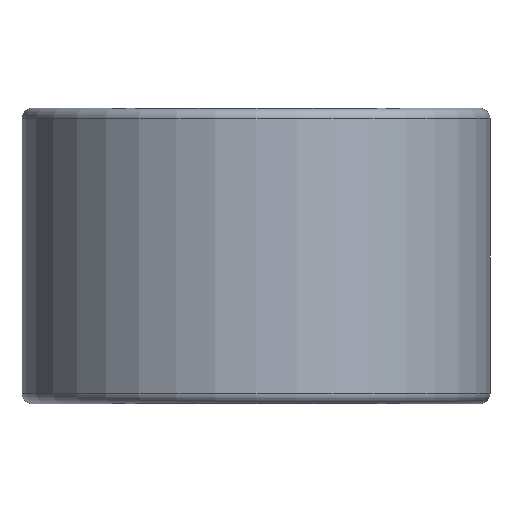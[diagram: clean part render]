
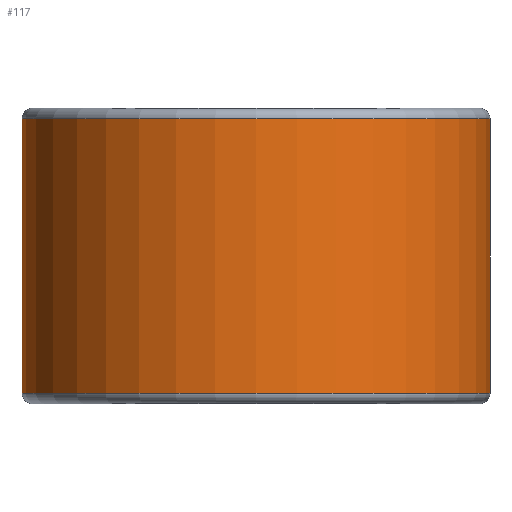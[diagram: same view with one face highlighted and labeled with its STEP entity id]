
A CAD part, front view. The second image highlights one B-rep face of the part: STEP entity #117.
In plain terms, the highlighted cylindrical face has radius 16.269 mm (diameter 32.537 mm), a partial arc.
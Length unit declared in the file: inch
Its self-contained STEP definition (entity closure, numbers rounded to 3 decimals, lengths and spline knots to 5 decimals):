
#87 = CARTESIAN_POINT ( 'NONE',  ( -0.078, -1.625, 0.375 ) ) ;
#117 = ADVANCED_FACE ( 'NONE', ( #2058 ), #2283, .T. ) ;
#185 = VERTEX_POINT ( 'NONE', #684 ) ;
#242 = DIRECTION ( 'NONE',  ( 1., 0., 0. ) ) ;
#402 = ORIENTED_EDGE ( 'NONE', *, *, #2594, .T. ) ;
#439 = CARTESIAN_POINT ( 'NONE',  ( 1.203, -1.625, 0.375 ) ) ;
#447 = DIRECTION ( 'NONE',  ( 0., 0., 1. ) ) ;
#467 = CARTESIAN_POINT ( 'NONE',  ( 0.5625, -1.625, 0.375 ) ) ;
#492 = VERTEX_POINT ( 'NONE', #439 ) ;
#519 = DIRECTION ( 'NONE',  ( 0., 0., -1. ) ) ;
#555 = EDGE_CURVE ( 'NONE', #2666, #185, #1997, .T. ) ;
#573 = CARTESIAN_POINT ( 'NONE',  ( -0.078, -1.625, 0.375 ) ) ;
#634 = CIRCLE ( 'NONE', #2571, 0.6405 ) ;
#684 = CARTESIAN_POINT ( 'NONE',  ( -0.078, -1.625, -0.375 ) ) ;
#685 = DIRECTION ( 'NONE',  ( 1., 0., 0. ) ) ;
#769 = CARTESIAN_POINT ( 'NONE',  ( 0.5625, -1.625, -0.375 ) ) ;
#891 = VECTOR ( 'NONE', #519, 39.37008 ) ;
#900 = ORIENTED_EDGE ( 'NONE', *, *, #2524, .F. ) ;
#986 = DIRECTION ( 'NONE',  ( 1., 0., 0. ) ) ;
#1031 = ORIENTED_EDGE ( 'NONE', *, *, #2319, .T. ) ;
#1104 = VECTOR ( 'NONE', #1446, 39.37008 ) ;
#1299 = CARTESIAN_POINT ( 'NONE',  ( 0.5625, -1.625, 0. ) ) ;
#1342 = CIRCLE ( 'NONE', #2181, 0.6405 ) ;
#1430 = EDGE_LOOP ( 'NONE', ( #402, #1031, #900, #2404 ) ) ;
#1446 = DIRECTION ( 'NONE',  ( 0., 0., 1. ) ) ;
#1654 = LINE ( 'NONE', #2646, #1104 ) ;
#1758 = CARTESIAN_POINT ( 'NONE',  ( 1.203, -1.625, -0.375 ) ) ;
#1871 = AXIS2_PLACEMENT_3D ( 'NONE', #1299, #447, #242 ) ;
#1947 = DIRECTION ( 'NONE',  ( 0., 0., 1. ) ) ;
#1997 = LINE ( 'NONE', #87, #891 ) ;
#2058 = FACE_OUTER_BOUND ( 'NONE', #1430, .T. ) ;
#2181 = AXIS2_PLACEMENT_3D ( 'NONE', #467, #1947, #685 ) ;
#2228 = DIRECTION ( 'NONE',  ( 0., 0., 1. ) ) ;
#2283 = CYLINDRICAL_SURFACE ( 'NONE', #1871, 0.6405 ) ;
#2319 = EDGE_CURVE ( 'NONE', #2325, #492, #1654, .T. ) ;
#2325 = VERTEX_POINT ( 'NONE', #1758 ) ;
#2404 = ORIENTED_EDGE ( 'NONE', *, *, #555, .T. ) ;
#2524 = EDGE_CURVE ( 'NONE', #2666, #492, #1342, .T. ) ;
#2571 = AXIS2_PLACEMENT_3D ( 'NONE', #769, #2228, #986 ) ;
#2594 = EDGE_CURVE ( 'NONE', #185, #2325, #634, .T. ) ;
#2646 = CARTESIAN_POINT ( 'NONE',  ( 1.203, -1.625, 0. ) ) ;
#2666 = VERTEX_POINT ( 'NONE', #573 ) ;
